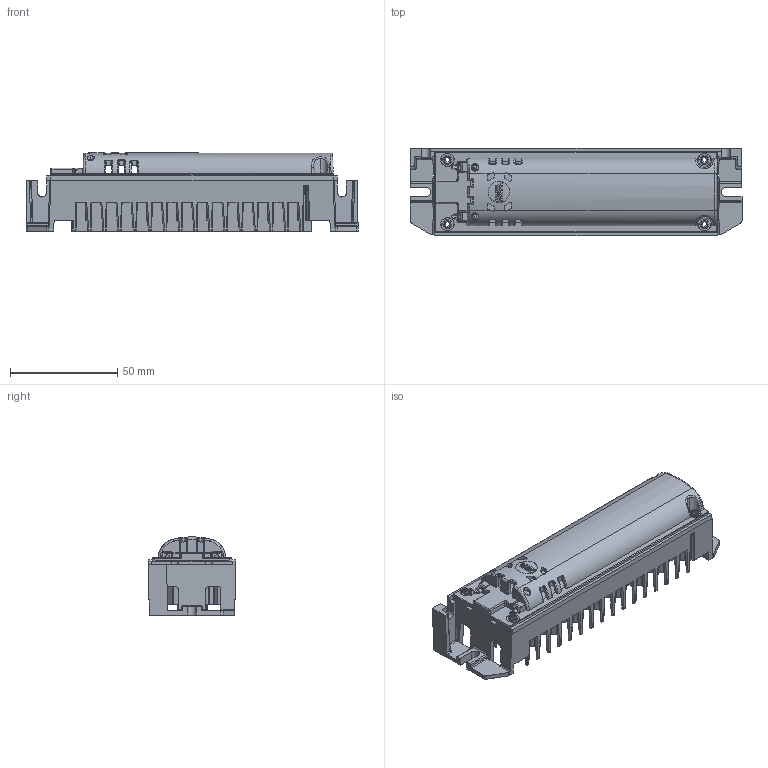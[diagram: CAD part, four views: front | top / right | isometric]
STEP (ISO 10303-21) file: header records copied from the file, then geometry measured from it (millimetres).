
FILE_DESCRIPTION(('Creo Elements/Direct Modeling STEP Export'),'2;1');
FILE_NAME('READYLINE_S-E_heatsink.stp','2021-11-29T16:35:58',(''),(''),'Creo Elements/Direct Modeling STEP processor for AP214 (Solid Model)','Creo Elements/Direct Modeling 20.0E 23-Apr-2019 (C) Parametric Technology GmbH','');
FILE_SCHEMA(('AUTOMOTIVE_DESIGN { 1 0 10303 214 1 1 1 1 }'));
Products named in the file (4): diffusore; p1; heatsink; READYLINE_S-E_heatsink
Assembly tree (4 placements, depth 2):
  READYLINE_S-E_heatsink
    heatsink
    p1  x2
    diffusore
Bounding box: 155 x 41 x 36.5 mm (x, y, z)
Volume: 90284.6 mm3; surface area: 82968.6 mm2
Topology: 4 solids, 4 shells, 2742 faces, 8071 edges, 5314 vertices
Faces by surface type: plane 1302, cylinder 1219, bspline 96, torus 78, cone 38, sphere 9
Entity records: 109948 total; most frequent: CARTESIAN_POINT 43766, ORIENTED_EDGE 15580, DIRECTION 12282, EDGE_CURVE 7790, VERTEX_POINT 5136, VECTOR 4106, LINE 4106, AXIS2_PLACEMENT_3D 4088
